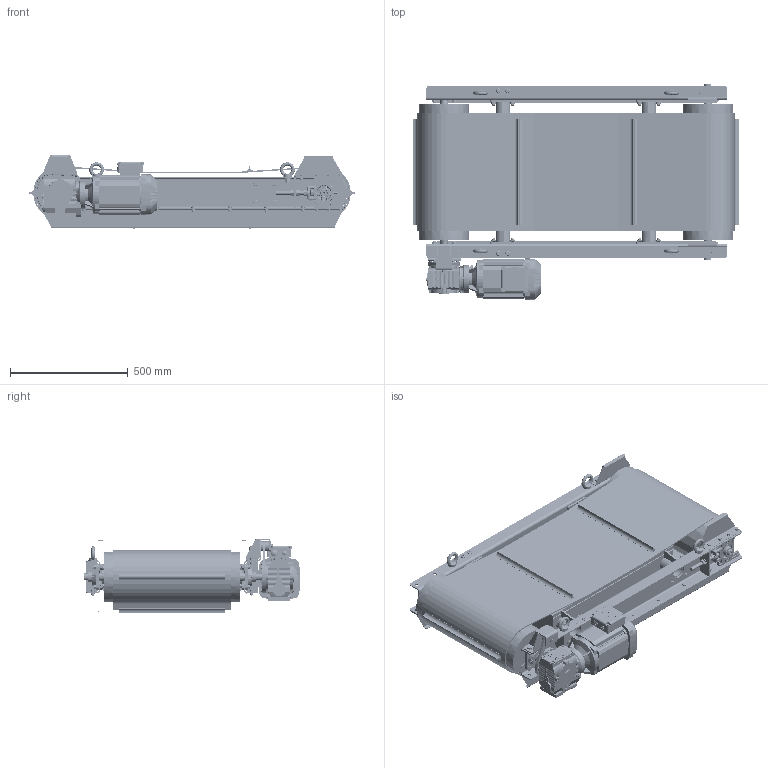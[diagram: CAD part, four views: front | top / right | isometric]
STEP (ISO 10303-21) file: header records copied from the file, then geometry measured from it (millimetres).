
FILE_DESCRIPTION(/* description */ (''),/* implementation_level */ '2;1');
FILE_NAME(/* name */ 'ROFC050320.stp',/* time_stamp */ '2023-03-01T16:59:54+01:00',/* author */ ('LF'),/* organization */ (''),/* preprocessor_version */ 'ST-DEVELOPER v18.1',/* originating_system */ 'Autodesk Inventor 2021',/* authorisation */ '');
FILE_SCHEMA (('AUTOMOTIVE_DESIGN { 1 0 10303 214 3 1 1 }'));
Length unit declared in the file: millimetre
Products named in the file (1): ROFC050320_Obal_1
Bounding box: 1388 x 919.28 x 317.86 mm (x, y, z)
Volume: 43893459.5 mm3; surface area: 10071751.2 mm2
Topology: 299 solids, 299 shells, 6677 faces, 15953 edges, 10233 vertices
Faces by surface type: plane 3362, cylinder 1631, cone 938, bspline 492, torus 206, sphere 48
Full cylindrical faces by diameter (mm): 1.6 x4, 3 x4, 4 x2, 4.8 x2, 4.917 x48, 5 x7, 6 x36, 6.6 x4, 6.647 x34, 6.92 x2, 7 x34, 7.323 x30, 8 x46, 8.376 x25, 8.4 x47, 9 x34, 9.188 x27, 9.7 x4, 9.8 x2, 10 x71, 10.106 x4, 10.4 x1, 10.5 x38, 11 x17, 11.4 x30, 11.5 x8, 12.4 x8, 13.835 x11, 14 x7, 14.8 x4
Entity records: 235865 total; most frequent: CARTESIAN_POINT 76368, ORIENTED_EDGE 31744, DIRECTION 31064, EDGE_CURVE 15872, AXIS2_PLACEMENT_3D 11506, VERTEX_POINT 10229, LINE 8052, VECTOR 8052
